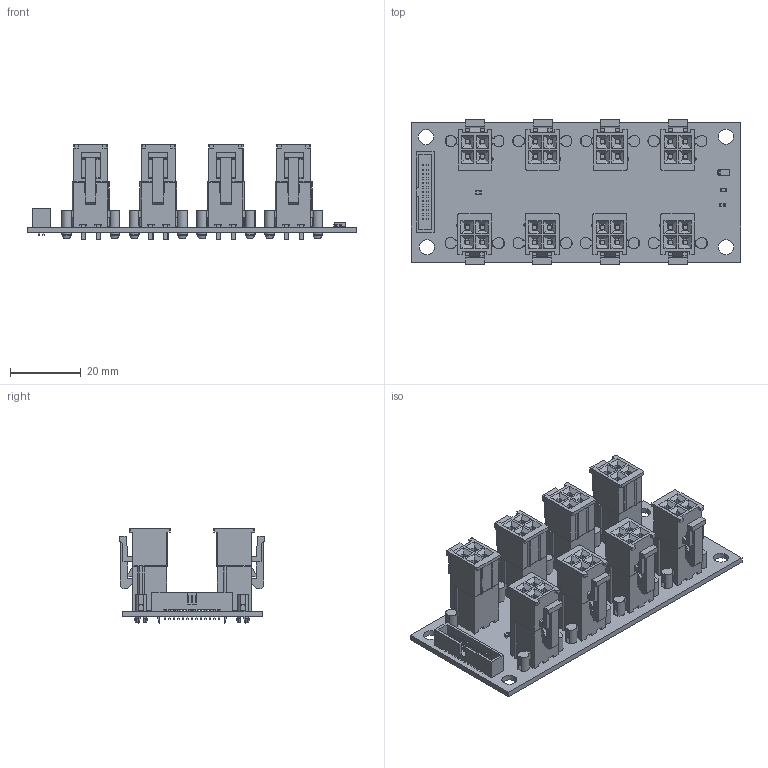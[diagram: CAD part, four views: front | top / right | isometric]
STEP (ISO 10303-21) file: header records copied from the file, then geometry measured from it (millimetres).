
FILE_DESCRIPTION(('KiCad electronic assembly'),'2;1');
FILE_NAME('PT Hub.step','2023-04-08T14:31:53',('Pcbnew'),('Kicad'), 'Open CASCADE STEP processor 7.6','KiCad to STEP converter','Unknown' );
FILE_SCHEMA(('AUTOMOTIVE_DESIGN { 1 0 10303 214 1 1 1 1 }'));
Length unit declared in the file: millimetre
Products named in the file (14): PT Hub 1; CAP_0603; COMPOUND; 039299043; 039012045; SOLID; RES_0603 (1); 20021511-00026XXLFC; SML-LX1206GC-TR; PCB
Assembly tree (28 placements, depth 3):
  PT Hub 1
    CAP_0603  x2
      COMPOUND
    039299043  x8
      COMPOUND
    039012045  x8
      SOLID
    RES_0603 (1)
      COMPOUND
    20021511-00026XXLFC
      SOLID
    SML-LX1206GC-TR
      COMPOUND
    PCB
Bounding box: 93.47 x 41.18 x 26.9 mm (x, y, z)
Volume: 22936.5 mm3; surface area: 36289.4 mm2
Topology: 33 solids, 33 shells, 3518 faces, 9556 edges, 6400 vertices
Faces by surface type: plane 3184, cylinder 302, cone 32
Full cylindrical faces by diameter (mm): 0.737 x26, 1.4 x32, 3 x16, 4.3 x4
Entity records: 60686 total; most frequent: CARTESIAN_POINT 10778, DIRECTION 8663, LINE 6364, VECTOR 6364, ORIENTED_EDGE 4564, PCURVE 4564, DEFINITIONAL_REPRESENTATION 4564, EDGE_CURVE 2282
